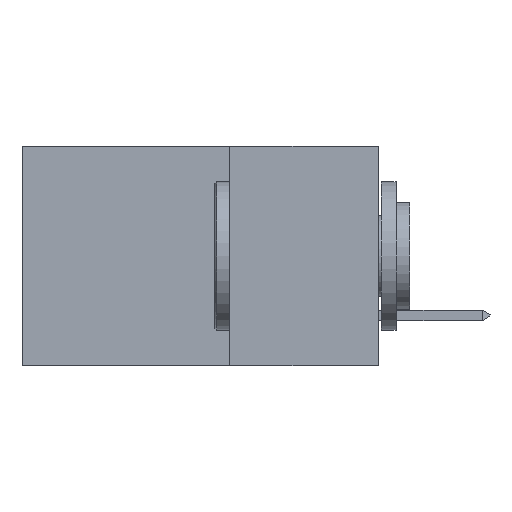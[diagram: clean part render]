
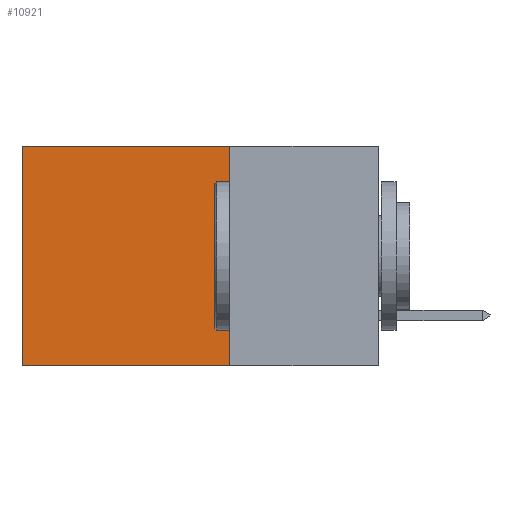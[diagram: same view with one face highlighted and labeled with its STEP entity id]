
A CAD part, left-side view. The second image highlights one B-rep face of the part: STEP entity #10921.
In plain terms, the highlighted planar face has unit normal (-1, 0, 0).
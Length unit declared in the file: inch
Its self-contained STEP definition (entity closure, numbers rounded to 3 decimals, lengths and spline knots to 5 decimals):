
#9 = EDGE_LOOP ( 'NONE', ( #2724, #12555, #4733, #12707 ) ) ;
#180 = CARTESIAN_POINT ( 'NONE',  ( 0.298, 0.25, 0. ) ) ;
#1528 = CARTESIAN_POINT ( 'NONE',  ( 0.298, 0.25, 0. ) ) ;
#1650 = CARTESIAN_POINT ( 'NONE',  ( 0.298, 0.25, -0.37 ) ) ;
#1862 = CARTESIAN_POINT ( 'NONE',  ( 0.298, 0.25, -0.37 ) ) ;
#2588 = CARTESIAN_POINT ( 'NONE',  ( 0.298, 0.6, 0. ) ) ;
#2724 = ORIENTED_EDGE ( 'NONE', *, *, #12181, .T. ) ;
#2813 = LINE ( 'NONE', #180, #9801 ) ;
#3094 = DIRECTION ( 'NONE',  ( 0., 1., 0. ) ) ;
#3383 = VECTOR ( 'NONE', #6100, 39.37008 ) ;
#3433 = VERTEX_POINT ( 'NONE', #1650 ) ;
#4733 = ORIENTED_EDGE ( 'NONE', *, *, #8912, .F. ) ;
#4863 = VERTEX_POINT ( 'NONE', #5931 ) ;
#5931 = CARTESIAN_POINT ( 'NONE',  ( 0.298, 0.25, 0. ) ) ;
#6100 = DIRECTION ( 'NONE',  ( 0., 0., -1. ) ) ;
#6531 = EDGE_CURVE ( 'NONE', #3433, #9442, #6660, .T. ) ;
#6660 = LINE ( 'NONE', #1862, #10108 ) ;
#6892 = AXIS2_PLACEMENT_3D ( 'NONE', #1528, #6950, #10220 ) ;
#6950 = DIRECTION ( 'NONE',  ( 1., 0., 0. ) ) ;
#7189 = PLANE ( 'NONE',  #6892 ) ;
#7762 = DIRECTION ( 'NONE',  ( 0., 1., 0. ) ) ;
#8877 = LINE ( 'NONE', #13300, #9403 ) ;
#8912 = EDGE_CURVE ( 'NONE', #4863, #3433, #2813, .T. ) ;
#9403 = VECTOR ( 'NONE', #7762, 39.37008 ) ;
#9442 = VERTEX_POINT ( 'NONE', #11255 ) ;
#9801 = VECTOR ( 'NONE', #10022, 39.37008 ) ;
#10022 = DIRECTION ( 'NONE',  ( 0., 0., -1. ) ) ;
#10108 = VECTOR ( 'NONE', #3094, 39.37008 ) ;
#10220 = DIRECTION ( 'NONE',  ( 0., 0., -1. ) ) ;
#10376 = CARTESIAN_POINT ( 'NONE',  ( 0.298, 0.6, 0. ) ) ;
#10921 = ADVANCED_FACE ( 'NONE', ( #13377 ), #7189, .F. ) ;
#11255 = CARTESIAN_POINT ( 'NONE',  ( 0.298, 0.6, -0.37 ) ) ;
#11416 = EDGE_CURVE ( 'NONE', #4863, #13967, #8877, .T. ) ;
#12181 = EDGE_CURVE ( 'NONE', #13967, #9442, #13856, .T. ) ;
#12555 = ORIENTED_EDGE ( 'NONE', *, *, #6531, .F. ) ;
#12707 = ORIENTED_EDGE ( 'NONE', *, *, #11416, .T. ) ;
#13300 = CARTESIAN_POINT ( 'NONE',  ( 0.298, 0.25, 0. ) ) ;
#13377 = FACE_OUTER_BOUND ( 'NONE', #9, .T. ) ;
#13856 = LINE ( 'NONE', #10376, #3383 ) ;
#13967 = VERTEX_POINT ( 'NONE', #2588 ) ;
